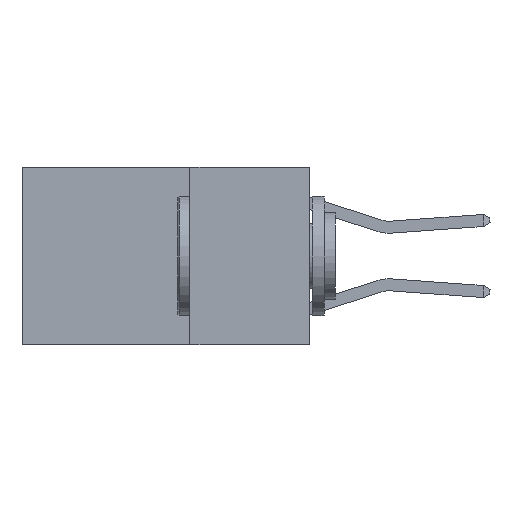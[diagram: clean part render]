
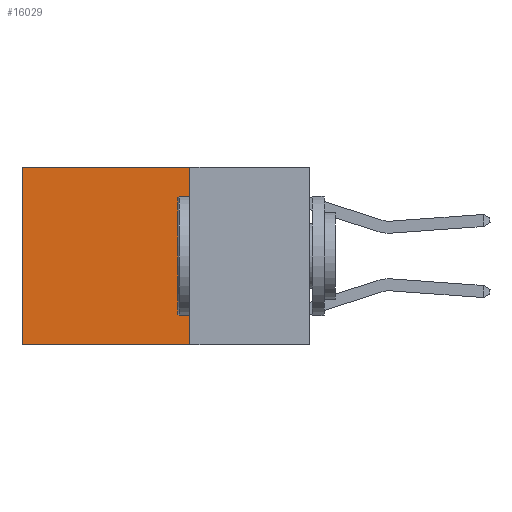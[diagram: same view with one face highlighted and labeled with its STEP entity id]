
A CAD part, left-side view. The second image highlights one B-rep face of the part: STEP entity #16029.
In plain terms, the highlighted planar face has unit normal (-1, 0, 0).
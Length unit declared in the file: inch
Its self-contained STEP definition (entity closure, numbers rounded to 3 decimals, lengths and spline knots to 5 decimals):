
#376 = CARTESIAN_POINT ( 'NONE',  ( 0.2625, 0.25, 0. ) ) ;
#913 = LINE ( 'NONE', #18891, #21556 ) ;
#3126 = EDGE_LOOP ( 'NONE', ( #27076, #8034, #8518, #25453 ) ) ;
#3189 = DIRECTION ( 'NONE',  ( 0., 0., -1. ) ) ;
#3268 = VERTEX_POINT ( 'NONE', #6529 ) ;
#3729 = PLANE ( 'NONE',  #6203 ) ;
#3913 = VERTEX_POINT ( 'NONE', #27009 ) ;
#5337 = DIRECTION ( 'NONE',  ( 0., 1., 0. ) ) ;
#6203 = AXIS2_PLACEMENT_3D ( 'NONE', #12423, #10626, #25902 ) ;
#6529 = CARTESIAN_POINT ( 'NONE',  ( 0.2625, 0.6, -0.37 ) ) ;
#6795 = EDGE_CURVE ( 'NONE', #14227, #3268, #24917, .T. ) ;
#7922 = VECTOR ( 'NONE', #5337, 39.37008 ) ;
#8034 = ORIENTED_EDGE ( 'NONE', *, *, #18865, .F. ) ;
#8518 = ORIENTED_EDGE ( 'NONE', *, *, #22481, .F. ) ;
#8762 = EDGE_CURVE ( 'NONE', #3913, #14227, #14339, .T. ) ;
#9214 = CARTESIAN_POINT ( 'NONE',  ( 0.2625, 0.6, 0. ) ) ;
#10367 = LINE ( 'NONE', #17510, #19533 ) ;
#10626 = DIRECTION ( 'NONE',  ( 1., 0., 0. ) ) ;
#12072 = CARTESIAN_POINT ( 'NONE',  ( 0.2625, 0.25, -0.37 ) ) ;
#12281 = FACE_OUTER_BOUND ( 'NONE', #3126, .T. ) ;
#12423 = CARTESIAN_POINT ( 'NONE',  ( 0.2625, 0.25, 0. ) ) ;
#14227 = VERTEX_POINT ( 'NONE', #25925 ) ;
#14339 = LINE ( 'NONE', #376, #7922 ) ;
#15140 = VECTOR ( 'NONE', #18474, 39.37008 ) ;
#16029 = ADVANCED_FACE ( 'NONE', ( #12281 ), #3729, .F. ) ;
#17510 = CARTESIAN_POINT ( 'NONE',  ( 0.2625, 0.25, -0.37 ) ) ;
#18474 = DIRECTION ( 'NONE',  ( 0., 0., -1. ) ) ;
#18865 = EDGE_CURVE ( 'NONE', #29404, #3268, #10367, .T. ) ;
#18891 = CARTESIAN_POINT ( 'NONE',  ( 0.2625, 0.25, 0. ) ) ;
#19533 = VECTOR ( 'NONE', #26654, 39.37008 ) ;
#21556 = VECTOR ( 'NONE', #3189, 39.37008 ) ;
#22481 = EDGE_CURVE ( 'NONE', #3913, #29404, #913, .T. ) ;
#24917 = LINE ( 'NONE', #9214, #15140 ) ;
#25453 = ORIENTED_EDGE ( 'NONE', *, *, #8762, .T. ) ;
#25902 = DIRECTION ( 'NONE',  ( 0., 0., -1. ) ) ;
#25925 = CARTESIAN_POINT ( 'NONE',  ( 0.2625, 0.6, 0. ) ) ;
#26654 = DIRECTION ( 'NONE',  ( 0., 1., 0. ) ) ;
#27009 = CARTESIAN_POINT ( 'NONE',  ( 0.2625, 0.25, 0. ) ) ;
#27076 = ORIENTED_EDGE ( 'NONE', *, *, #6795, .T. ) ;
#29404 = VERTEX_POINT ( 'NONE', #12072 ) ;
